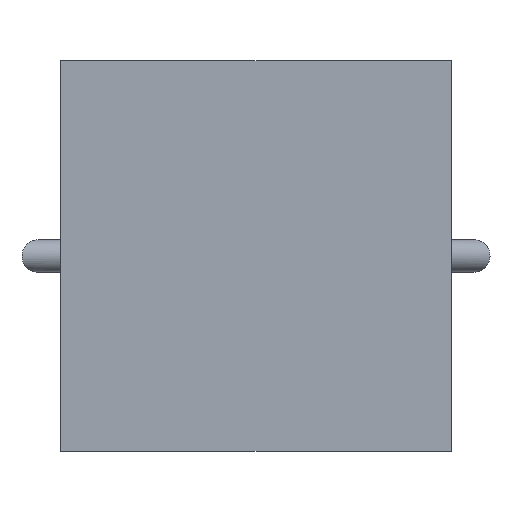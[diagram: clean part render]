
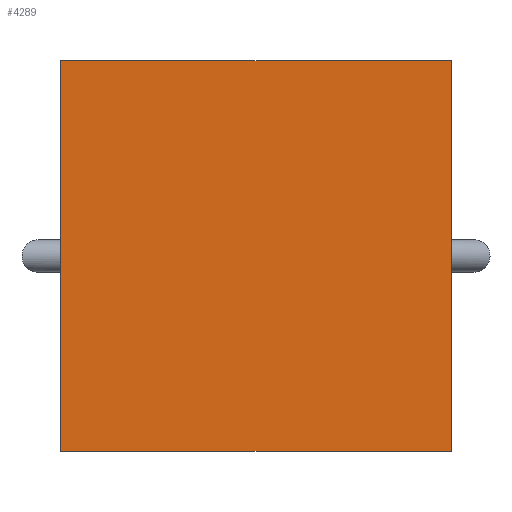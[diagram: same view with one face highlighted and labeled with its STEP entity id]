
A CAD part, front view. The second image highlights one B-rep face of the part: STEP entity #4289.
In plain terms, the highlighted planar face has unit normal (0, -1, 0).
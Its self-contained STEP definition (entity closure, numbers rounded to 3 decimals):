
#201=PLANE('',#4696);
#407=FACE_OUTER_BOUND('',#677,.T.);
#677=EDGE_LOOP('',(#3599,#3600,#3601,#3602));
#1028=LINE('',#6895,#1430);
#1032=LINE('',#6904,#1434);
#1034=LINE('',#6907,#1436);
#1035=LINE('',#6908,#1437);
#1430=VECTOR('',#5621,10.);
#1434=VECTOR('',#5627,10.);
#1436=VECTOR('',#5631,10.);
#1437=VECTOR('',#5632,10.);
#2089=VERTEX_POINT('',#6892);
#2090=VERTEX_POINT('',#6894);
#2093=VERTEX_POINT('',#6901);
#2094=VERTEX_POINT('',#6903);
#2616=EDGE_CURVE('',#2090,#2089,#1028,.T.);
#2620=EDGE_CURVE('',#2094,#2093,#1032,.T.);
#2622=EDGE_CURVE('',#2089,#2094,#1034,.T.);
#2623=EDGE_CURVE('',#2093,#2090,#1035,.T.);
#3599=ORIENTED_EDGE('',*,*,#2622,.T.);
#3600=ORIENTED_EDGE('',*,*,#2620,.T.);
#3601=ORIENTED_EDGE('',*,*,#2623,.T.);
#3602=ORIENTED_EDGE('',*,*,#2616,.T.);
#4289=ADVANCED_FACE('',(#407),#201,.T.);
#4696=AXIS2_PLACEMENT_3D('',#6906,#5629,#5630);
#5621=DIRECTION('',(1.,0.,0.));
#5627=DIRECTION('',(-1.,0.,0.));
#5629=DIRECTION('center_axis',(0.,-1.,0.));
#5630=DIRECTION('ref_axis',(0.,0.,-1.));
#5631=DIRECTION('',(0.,0.,1.));
#5632=DIRECTION('',(0.,0.,-1.));
#6892=CARTESIAN_POINT('',(60.,-72.,-60.));
#6894=CARTESIAN_POINT('',(-60.,-72.,-60.));
#6895=CARTESIAN_POINT('',(-60.,-72.,-60.));
#6901=CARTESIAN_POINT('',(-60.,-72.,60.));
#6903=CARTESIAN_POINT('',(60.,-72.,60.));
#6904=CARTESIAN_POINT('',(60.,-72.,60.));
#6906=CARTESIAN_POINT('Origin',(0.,-72.,0.));
#6907=CARTESIAN_POINT('',(60.,-72.,-60.));
#6908=CARTESIAN_POINT('',(-60.,-72.,60.));
